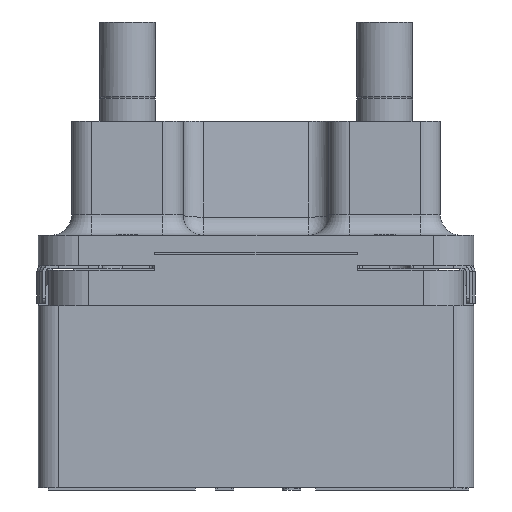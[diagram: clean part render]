
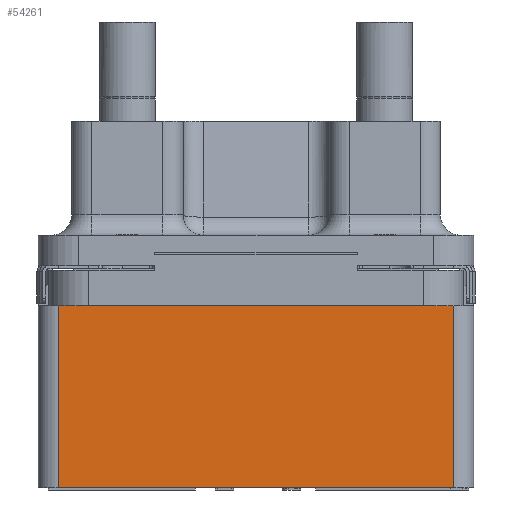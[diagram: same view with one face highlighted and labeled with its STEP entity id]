
A CAD part, left-side view. The second image highlights one B-rep face of the part: STEP entity #54261.
In plain terms, the highlighted planar face has unit normal (-1, 0, 0).
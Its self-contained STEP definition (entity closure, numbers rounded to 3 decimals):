
#9965=DIRECTION('',(0.,1.,0.));
#9966=VECTOR('',#9965,39.);
#9967=CARTESIAN_POINT('',(-19.5,-19.5,-3.95));
#9968=LINE('',#9967,#9966);
#10389=DIRECTION('',(0.,1.,0.));
#10390=VECTOR('',#10389,39.);
#10391=CARTESIAN_POINT('',(-19.5,-19.5,-21.95));
#10392=LINE('',#10391,#10390);
#11718=DIRECTION('',(0.,0.,-1.));
#11719=VECTOR('',#11718,18.);
#11720=CARTESIAN_POINT('',(-19.5,19.5,-3.95));
#11721=LINE('',#11720,#11719);
#11722=DIRECTION('',(0.,0.,-1.));
#11723=VECTOR('',#11722,18.);
#11724=CARTESIAN_POINT('',(-19.5,-19.5,-3.95));
#11725=LINE('',#11724,#11723);
#37033=CARTESIAN_POINT('',(-19.5,-19.5,-21.95));
#37034=CARTESIAN_POINT('',(-19.5,19.5,-21.95));
#37035=VERTEX_POINT('',#37033);
#37036=VERTEX_POINT('',#37034);
#37045=CARTESIAN_POINT('',(-19.5,-19.5,-3.95));
#37046=CARTESIAN_POINT('',(-19.5,19.5,-3.95));
#37047=VERTEX_POINT('',#37045);
#37048=VERTEX_POINT('',#37046);
#54249=CARTESIAN_POINT('',(-19.5,-19.5,-3.95));
#54250=DIRECTION('',(-1.,0.,0.));
#54251=DIRECTION('',(0.,1.,0.));
#54252=AXIS2_PLACEMENT_3D('',#54249,#54250,#54251);
#54253=PLANE('',#54252);
#54254=ORIENTED_EDGE('',*,*,#52942,.F.);
#54256=ORIENTED_EDGE('',*,*,#54255,.T.);
#54257=ORIENTED_EDGE('',*,*,#53498,.T.);
#54258=ORIENTED_EDGE('',*,*,#54242,.F.);
#54259=EDGE_LOOP('',(#54254,#54256,#54257,#54258));
#54260=FACE_OUTER_BOUND('',#54259,.F.);
#54261=ADVANCED_FACE('',(#54260),#54253,.T.);
#52942=EDGE_CURVE('',#37047,#37048,#9968,.T.);
#53498=EDGE_CURVE('',#37035,#37036,#10392,.T.);
#54242=EDGE_CURVE('',#37048,#37036,#11721,.T.);
#54255=EDGE_CURVE('',#37047,#37035,#11725,.T.);
